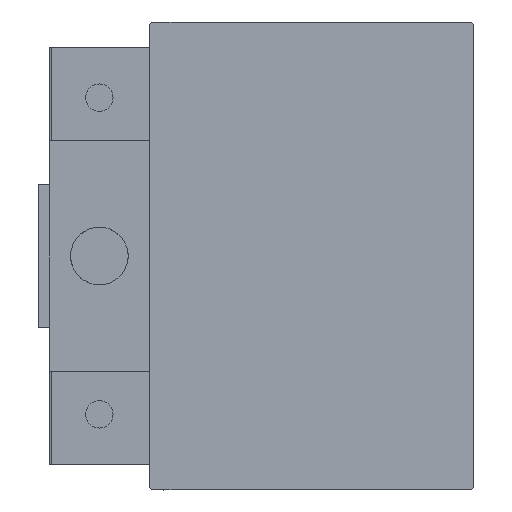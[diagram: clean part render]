
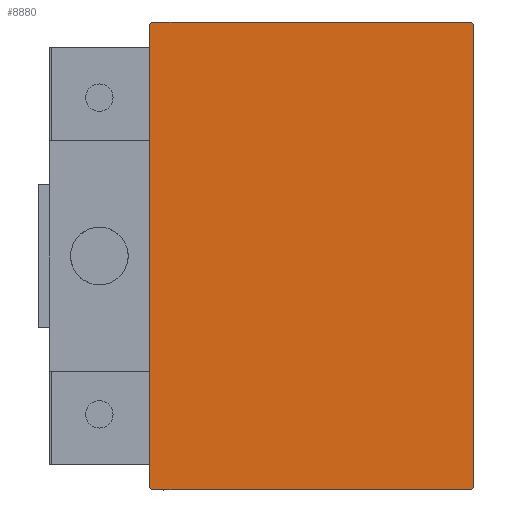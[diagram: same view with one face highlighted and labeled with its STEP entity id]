
A CAD part, left-side view. The second image highlights one B-rep face of the part: STEP entity #8880.
In plain terms, the highlighted face is planar.
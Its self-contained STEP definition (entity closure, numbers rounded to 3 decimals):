
#21 = DIRECTION ( 'NONE',  ( 0., 0.707, -0.707 ) ) ;
#613 = VERTEX_POINT ( 'NONE', #761 ) ;
#667 = CARTESIAN_POINT ( 'NONE',  ( 100., -22.5, 32.2 ) ) ;
#761 = CARTESIAN_POINT ( 'NONE',  ( 100., 22.2, -32.5 ) ) ;
#1051 = EDGE_CURVE ( 'NONE', #1746, #613, #24183, .T. ) ;
#1746 = VERTEX_POINT ( 'NONE', #13474 ) ;
#2849 = ORIENTED_EDGE ( 'NONE', *, *, #5534, .T. ) ;
#3391 = VECTOR ( 'NONE', #39282, 1000. ) ;
#4533 = EDGE_CURVE ( 'NONE', #613, #7227, #48942, .T. ) ;
#4706 = LINE ( 'NONE', #40434, #8529 ) ;
#5534 = EDGE_CURVE ( 'NONE', #7227, #9323, #7789, .T. ) ;
#5552 = VECTOR ( 'NONE', #10675, 1000. ) ;
#6249 = VERTEX_POINT ( 'NONE', #19910 ) ;
#6431 = VERTEX_POINT ( 'NONE', #667 ) ;
#7048 = VECTOR ( 'NONE', #16300, 1000. ) ;
#7227 = VERTEX_POINT ( 'NONE', #45665 ) ;
#7789 = LINE ( 'NONE', #43770, #34656 ) ;
#8529 = VECTOR ( 'NONE', #32555, 1000. ) ;
#8880 = ADVANCED_FACE ( 'NONE', ( #12877 ), #13650, .T. ) ;
#9079 = VECTOR ( 'NONE', #21, 1000. ) ;
#9323 = VERTEX_POINT ( 'NONE', #32250 ) ;
#10675 = DIRECTION ( 'NONE',  ( 0., -1., 0. ) ) ;
#12877 = FACE_OUTER_BOUND ( 'NONE', #25131, .T. ) ;
#13474 = CARTESIAN_POINT ( 'NONE',  ( 100., -22.2, -32.5 ) ) ;
#13650 = PLANE ( 'NONE',  #18040 ) ;
#13680 = EDGE_CURVE ( 'NONE', #6249, #1746, #15790, .T. ) ;
#14278 = CARTESIAN_POINT ( 'NONE',  ( 100., -22.5, 32.5 ) ) ;
#14617 = CARTESIAN_POINT ( 'NONE',  ( 100., 22.5, 32.5 ) ) ;
#15197 = ORIENTED_EDGE ( 'NONE', *, *, #30200, .T. ) ;
#15225 = ORIENTED_EDGE ( 'NONE', *, *, #13680, .T. ) ;
#15790 = LINE ( 'NONE', #43632, #9079 ) ;
#16300 = DIRECTION ( 'NONE',  ( 0., 1., 0. ) ) ;
#16909 = CARTESIAN_POINT ( 'NONE',  ( 100., -22.2, 32.5 ) ) ;
#18040 = AXIS2_PLACEMENT_3D ( 'NONE', #20469, #37032, #44656 ) ;
#18989 = EDGE_CURVE ( 'NONE', #46260, #6431, #43226, .T. ) ;
#19699 = ORIENTED_EDGE ( 'NONE', *, *, #1051, .T. ) ;
#19910 = CARTESIAN_POINT ( 'NONE',  ( 100., -22.5, -32.2 ) ) ;
#20469 = CARTESIAN_POINT ( 'NONE',  ( 100., 0., 0. ) ) ;
#20545 = CARTESIAN_POINT ( 'NONE',  ( 100., 27.35, -27.35 ) ) ;
#23260 = CARTESIAN_POINT ( 'NONE',  ( 100., -27.35, 27.35 ) ) ;
#23807 = DIRECTION ( 'NONE',  ( 0., 0., 1. ) ) ;
#24160 = CARTESIAN_POINT ( 'NONE',  ( 100., 22.2, 32.5 ) ) ;
#24183 = LINE ( 'NONE', #40195, #7048 ) ;
#25131 = EDGE_LOOP ( 'NONE', ( #19699, #46287, #2849, #47767, #15197, #47563, #33041, #15225 ) ) ;
#26752 = EDGE_CURVE ( 'NONE', #6431, #6249, #50270, .T. ) ;
#29393 = VECTOR ( 'NONE', #36333, 1000. ) ;
#29779 = VERTEX_POINT ( 'NONE', #24160 ) ;
#30200 = EDGE_CURVE ( 'NONE', #29779, #46260, #31145, .T. ) ;
#30302 = DIRECTION ( 'NONE',  ( 0., 0., -1. ) ) ;
#31145 = LINE ( 'NONE', #14617, #5552 ) ;
#32250 = CARTESIAN_POINT ( 'NONE',  ( 100., 22.5, 32.2 ) ) ;
#32555 = DIRECTION ( 'NONE',  ( 0., -0.707, 0.707 ) ) ;
#33041 = ORIENTED_EDGE ( 'NONE', *, *, #26752, .T. ) ;
#34656 = VECTOR ( 'NONE', #23807, 1000. ) ;
#36333 = DIRECTION ( 'NONE',  ( 0., 0.707, 0.707 ) ) ;
#37032 = DIRECTION ( 'NONE',  ( 1., 0., 0. ) ) ;
#39282 = DIRECTION ( 'NONE',  ( 0., -0.707, -0.707 ) ) ;
#40026 = EDGE_CURVE ( 'NONE', #9323, #29779, #4706, .T. ) ;
#40195 = CARTESIAN_POINT ( 'NONE',  ( 100., -22.5, -32.5 ) ) ;
#40434 = CARTESIAN_POINT ( 'NONE',  ( 100., 27.35, 27.35 ) ) ;
#43226 = LINE ( 'NONE', #23260, #3391 ) ;
#43289 = VECTOR ( 'NONE', #30302, 1000. ) ;
#43632 = CARTESIAN_POINT ( 'NONE',  ( 100., -27.35, -27.35 ) ) ;
#43770 = CARTESIAN_POINT ( 'NONE',  ( 100., 22.5, -32.5 ) ) ;
#44656 = DIRECTION ( 'NONE',  ( 0., 0., -1. ) ) ;
#45665 = CARTESIAN_POINT ( 'NONE',  ( 100., 22.5, -32.2 ) ) ;
#46260 = VERTEX_POINT ( 'NONE', #16909 ) ;
#46287 = ORIENTED_EDGE ( 'NONE', *, *, #4533, .T. ) ;
#47563 = ORIENTED_EDGE ( 'NONE', *, *, #18989, .T. ) ;
#47767 = ORIENTED_EDGE ( 'NONE', *, *, #40026, .T. ) ;
#48942 = LINE ( 'NONE', #20545, #29393 ) ;
#50270 = LINE ( 'NONE', #14278, #43289 ) ;
